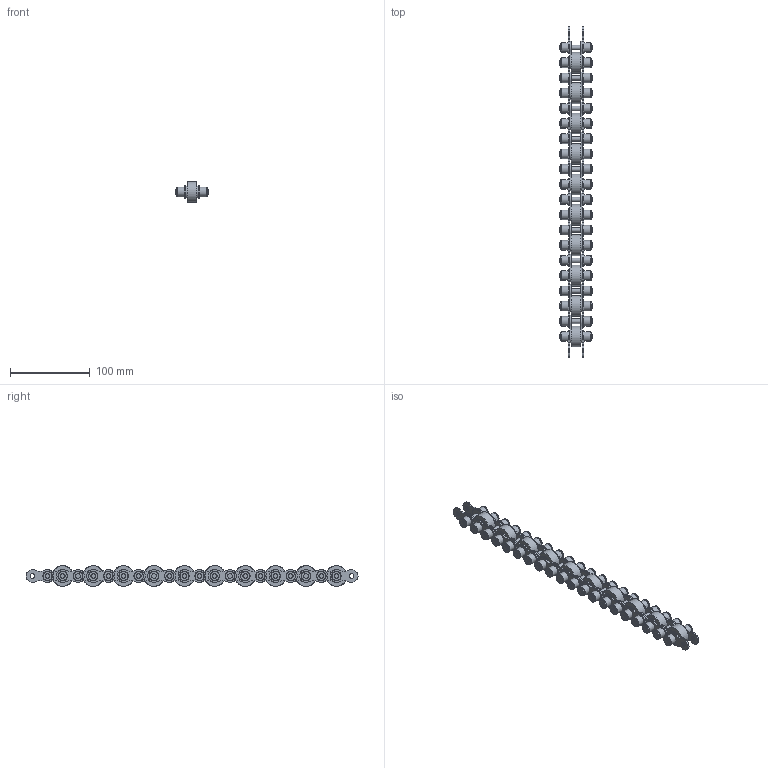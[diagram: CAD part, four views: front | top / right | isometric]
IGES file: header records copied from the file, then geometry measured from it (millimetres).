
Global section: file name: 939902.stp.ipt; native system: Autodesk Inventor 2014; preprocessor: unknown; author: zeman; date: 20151020.100439; units: millimetre
Bounding box: 42 x 415.95 x 26 mm (x, y, z)
Volume: 146968.3 mm3; surface area: 116521.4 mm2
Topology: 152 solids, 152 shells, 916 faces, 1716 edges, 1104 vertices
Faces by surface type: plane 304, revolution 298, cylinder 194, cone 120
Full cylindrical faces by diameter (mm): 5.72 x20, 11.1 x40, 12 x40, 26 x10
